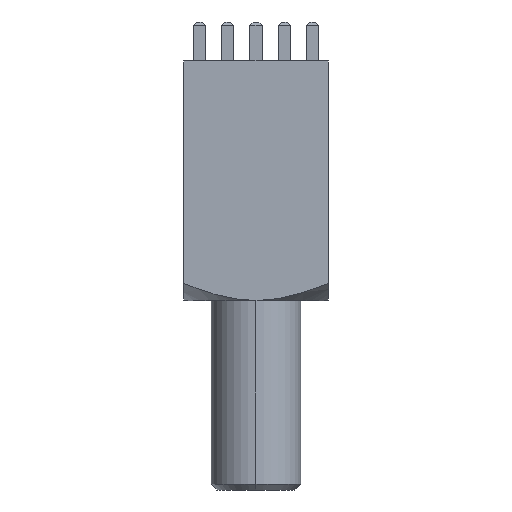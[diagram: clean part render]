
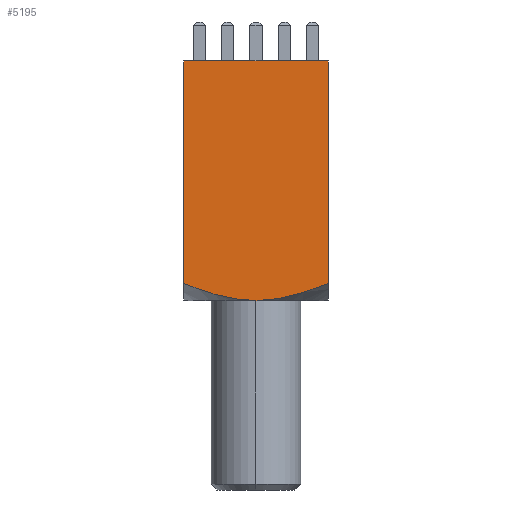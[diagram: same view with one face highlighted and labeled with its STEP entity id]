
A CAD part, left-side view. The second image highlights one B-rep face of the part: STEP entity #5195.
In plain terms, the highlighted planar face has unit normal (-1, 0, 0).
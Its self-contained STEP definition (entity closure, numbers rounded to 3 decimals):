
#34 = EDGE_CURVE ( 'NONE', #4520, #6361, #1573, .T. ) ;
#35 = EDGE_CURVE ( 'NONE', #6361, #6364, #6348, .T. ) ;
#36 = EDGE_CURVE ( 'NONE', #6364, #4428, #6316, .T. ) ;
#37 = EDGE_CURVE ( 'NONE', #4494, #4428, #1587, .T. ) ;
#64 = VECTOR ( 'NONE', #1578, 1000. ) ;
#65 = VECTOR ( 'NONE', #1597, 1000. ) ;
#140 = ORIENTED_EDGE ( 'NONE', *, *, #34, .T. ) ;
#141 = ORIENTED_EDGE ( 'NONE', *, *, #35, .T. ) ;
#142 = ORIENTED_EDGE ( 'NONE', *, *, #36, .T. ) ;
#143 = ORIENTED_EDGE ( 'NONE', *, *, #37, .F. ) ;
#144 = ORIENTED_EDGE ( 'NONE', *, *, #6288, .F. ) ;
#306 = AXIS2_PLACEMENT_3D ( 'NONE', #3294, #3305, #3306 ) ;
#505 = VECTOR ( 'NONE', #1082, 1000. ) ;
#1080 = LINE ( 'NONE', #1081, #505 ) ;
#1081 = CARTESIAN_POINT ( 'NONE',  ( -6.5, -6.5, 21.5 ) ) ;
#1082 = DIRECTION ( 'NONE',  ( 0., -1., 0. ) ) ;
#1170 = CARTESIAN_POINT ( 'NONE',  ( -6.5, 6.5, 1.554 ) ) ;
#1173 = CARTESIAN_POINT ( 'NONE',  ( -6.5, 0., 0. ) ) ;
#1557 = CARTESIAN_POINT ( 'NONE',  ( -6.5, 6.5, 21.5 ) ) ;
#1559 = CARTESIAN_POINT ( 'NONE',  ( -6.5, 5.455, 1.14 ) ) ;
#1572 = CARTESIAN_POINT ( 'NONE',  ( -6.5, 0., 0. ) ) ;
#1573 = LINE ( 'NONE', #1557, #64 ) ;
#1577 = CARTESIAN_POINT ( 'NONE',  ( -6.5, 5.98, 1.342 ) ) ;
#1578 = DIRECTION ( 'NONE',  ( 0., 0., -1. ) ) ;
#1579 = CARTESIAN_POINT ( 'NONE',  ( -6.5, -0.558, 0. ) ) ;
#1580 = CARTESIAN_POINT ( 'NONE',  ( -6.5, 6.5, 1.554 ) ) ;
#1581 = CARTESIAN_POINT ( 'NONE',  ( -6.5, 4.39, 0.769 ) ) ;
#1582 = CARTESIAN_POINT ( 'NONE',  ( -6.5, 3.851, 0.6 ) ) ;
#1583 = CARTESIAN_POINT ( 'NONE',  ( -6.5, 2.227, 0.175 ) ) ;
#1584 = CARTESIAN_POINT ( 'NONE',  ( -6.5, 1.127, 0. ) ) ;
#1585 = CARTESIAN_POINT ( 'NONE',  ( -6.5, 0., 0. ) ) ;
#1587 = LINE ( 'NONE', #1596, #65 ) ;
#1589 = CARTESIAN_POINT ( 'NONE',  ( -6.5, -1.126, 0.043 ) ) ;
#1590 = CARTESIAN_POINT ( 'NONE',  ( -6.5, -2.235, 0.203 ) ) ;
#1591 = CARTESIAN_POINT ( 'NONE',  ( -6.5, -2.781, 0.32 ) ) ;
#1592 = CARTESIAN_POINT ( 'NONE',  ( -6.5, -4.402, 0.745 ) ) ;
#1593 = CARTESIAN_POINT ( 'NONE',  ( -6.5, -5.462, 1.131 ) ) ;
#1594 = CARTESIAN_POINT ( 'NONE',  ( -6.5, -6.5, 1.554 ) ) ;
#1596 = CARTESIAN_POINT ( 'NONE',  ( -6.5, -6.5, 21.5 ) ) ;
#1597 = DIRECTION ( 'NONE',  ( 0., 0., -1. ) ) ;
#2653 = EDGE_LOOP ( 'NONE', ( #140, #141, #142, #143, #144 ) ) ;
#3294 = CARTESIAN_POINT ( 'NONE',  ( -6.5, -6.5, 21.5 ) ) ;
#3302 = FACE_OUTER_BOUND ( 'NONE', #2653, .T. ) ;
#3303 = PLANE ( 'NONE',  #306 ) ;
#3305 = DIRECTION ( 'NONE',  ( 1., 0., 0. ) ) ;
#3306 = DIRECTION ( 'NONE',  ( 0., 0., -1. ) ) ;
#3541 = CARTESIAN_POINT ( 'NONE',  ( -6.5, -6.5, 21.5 ) ) ;
#3567 = CARTESIAN_POINT ( 'NONE',  ( -6.5, 6.5, 21.5 ) ) ;
#4428 = VERTEX_POINT ( 'NONE', #5095 ) ;
#4494 = VERTEX_POINT ( 'NONE', #3541 ) ;
#4520 = VERTEX_POINT ( 'NONE', #3567 ) ;
#5095 = CARTESIAN_POINT ( 'NONE',  ( -6.5, -6.5, 1.554 ) ) ;
#5195 = ADVANCED_FACE ( 'NONE', ( #3302 ), #3303, .F. ) ;
#6288 = EDGE_CURVE ( 'NONE', #4520, #4494, #1080, .T. ) ;
#6316 = B_SPLINE_CURVE_WITH_KNOTS ( 'NONE', 3,
 ( #1572, #1579, #1589, #1590, #1591, #1592, #1593, #1594 ),
 .UNSPECIFIED., .F., .F.,
 ( 4, 2, 2, 4 ),
 ( 0.024, 0.025, 0.027, 0.03 ),
 .UNSPECIFIED. ) ;
#6348 = B_SPLINE_CURVE_WITH_KNOTS ( 'NONE', 3,
 ( #1580, #1577, #1559, #1581, #1582, #1583, #1584, #1585 ),
 .UNSPECIFIED., .F., .F.,
 ( 4, 2, 2, 4 ),
 ( 0.017, 0.019, 0.02, 0.024 ),
 .UNSPECIFIED. ) ;
#6361 = VERTEX_POINT ( 'NONE', #1170 ) ;
#6364 = VERTEX_POINT ( 'NONE', #1173 ) ;
